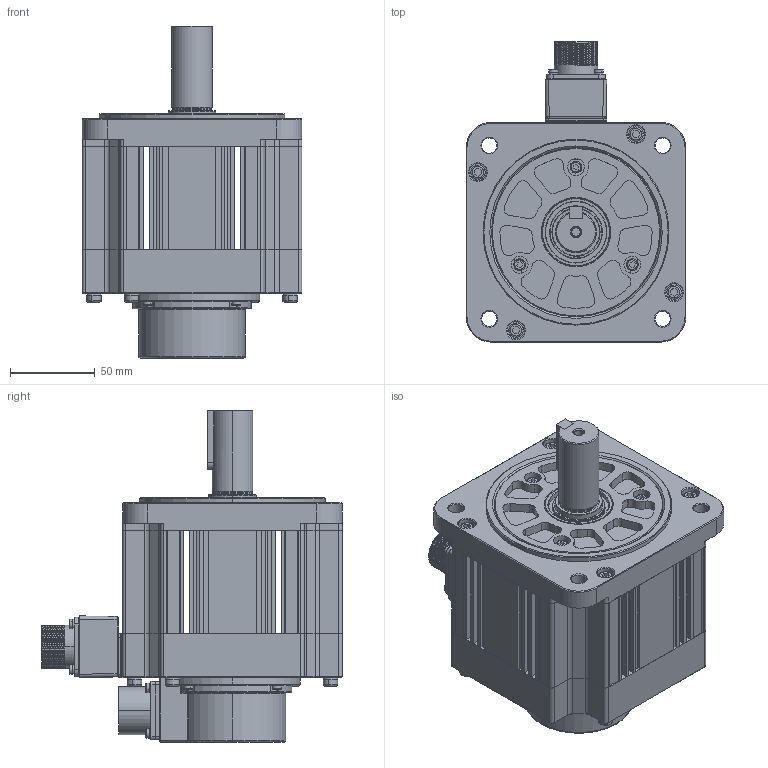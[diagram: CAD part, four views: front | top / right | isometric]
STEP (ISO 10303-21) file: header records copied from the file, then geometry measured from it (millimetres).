
FILE_DESCRIPTION (( 'STEP AP203' ), '1' );
FILE_NAME ('EM1-1KW-K-O.STEP', '2019-12-06T02:21:50', ( '' ), ( '' ), 'SwSTEP 2.0', 'SolidWorks 2015', '' );
FILE_SCHEMA (( 'CONFIG_CONTROL_DESIGN' ));
Length unit declared in the file: millimetre
Products named in the file (1): EM1-1KW-K-O
Bounding box: 130 x 177.85 x 196.4 mm (x, y, z)
Surface area: 140627.4 mm2 (no closed solid volume)
Topology: 0 solids, 57 shells, 1043 faces, 3080 edges, 2098 vertices
Faces by surface type: plane 472, cylinder 339, cone 109, torus 99, bspline 22, sphere 2
Entity records: 39831 total; most frequent: CARTESIAN_POINT 11987, DIRECTION 5975, ORIENTED_EDGE 5273, EDGE_CURVE 3076, AXIS2_PLACEMENT_3D 2121, VERTEX_POINT 2098, LINE 1733, VECTOR 1733
